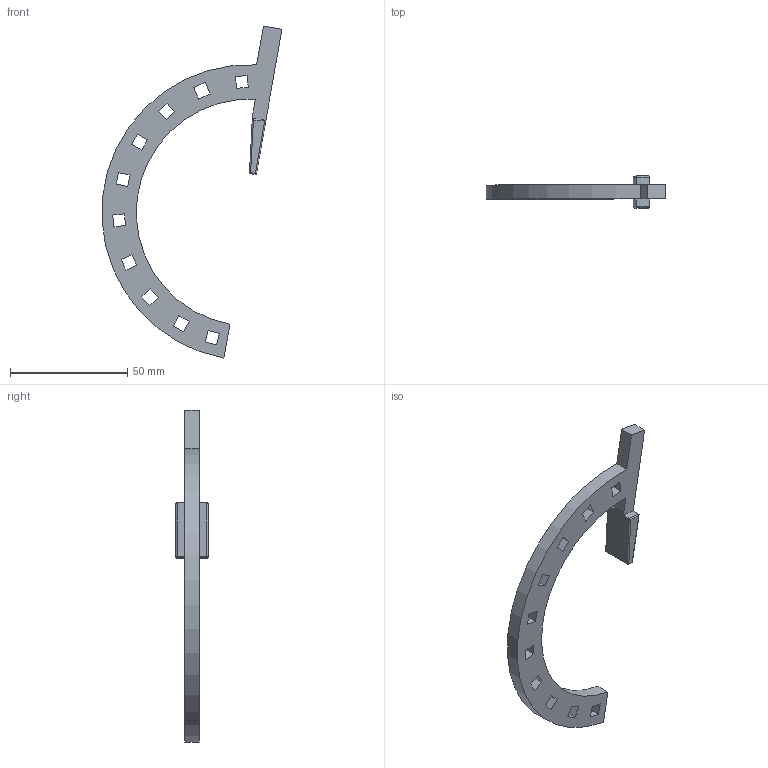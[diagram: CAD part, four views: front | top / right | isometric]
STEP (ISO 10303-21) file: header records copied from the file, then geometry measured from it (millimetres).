
FILE_DESCRIPTION(/* description */ (''),/* implementation_level */ '2;1');
FILE_NAME(/* name */ 'F_holed_arm.step',/* time_stamp */ '2021-08-26T16:08:19+02:00',/* author */ (''),/* organization */ (''),/* preprocessor_version */ 'ST-DEVELOPER v18.1',/* originating_system */ 'Autodesk Translation Framework v10.9.0.1377',/* authorisation */ '');
FILE_SCHEMA (('AUTOMOTIVE_DESIGN { 1 0 10303 214 3 1 1 }'));
Length unit declared in the file: millimetre
Products named in the file (1): F_holed_arm
Bounding box: 76.79 x 13.7 x 141.74 mm (x, y, z)
Volume: 16432.9 mm3; surface area: 9665.3 mm2
Topology: 1 solids, 1 shells, 70 faces, 188 edges, 120 vertices
Faces by surface type: plane 51, cylinder 13, sphere 4, torus 2
Entity records: 2265 total; most frequent: CARTESIAN_POINT 431, ORIENTED_EDGE 376, DIRECTION 350, EDGE_CURVE 188, LINE 160, VECTOR 160, VERTEX_POINT 120, AXIS2_PLACEMENT_3D 95
